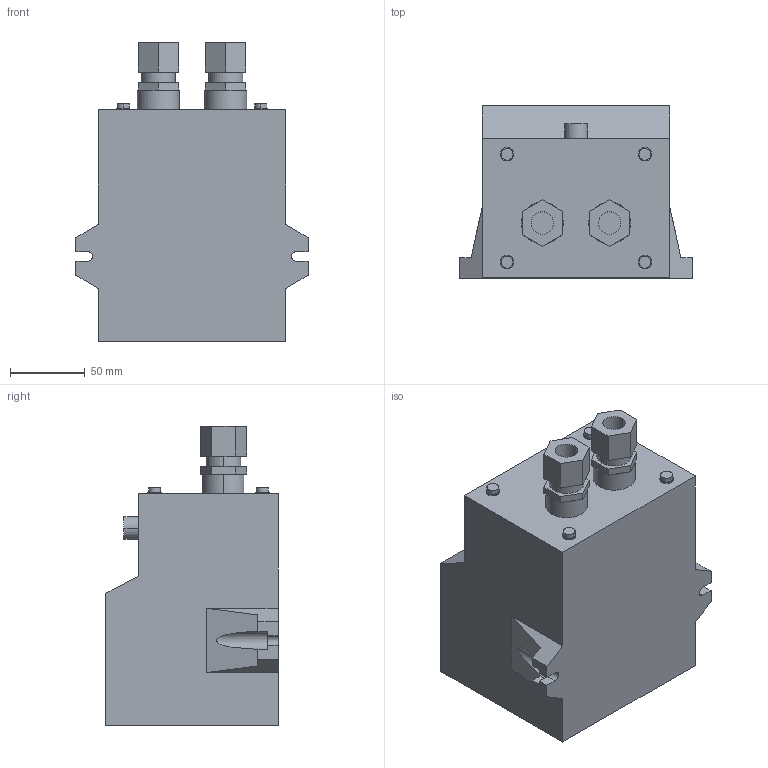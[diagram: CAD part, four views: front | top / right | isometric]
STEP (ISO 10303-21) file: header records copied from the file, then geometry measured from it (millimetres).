
FILE_DESCRIPTION (( 'STEP AP214' ), '1' );
FILE_NAME ('872532.STEP', '2024-08-14T13:37:52', ( '' ), ( '' ), 'SwSTEP 2.0', 'SolidWorks 2022', '' );
FILE_SCHEMA (( 'AUTOMOTIVE_DESIGN' ));
Length unit declared in the file: millimetre
Products named in the file (1): 872532
Bounding box: 155 x 115 x 200 mm (x, y, z)
Volume: 2090304.1 mm3; surface area: 134077.8 mm2
Topology: 1 solids, 2 shells, 160 faces, 380 edges, 244 vertices
Faces by surface type: plane 118, cylinder 42
Entity records: 4634 total; most frequent: DIRECTION 806, CARTESIAN_POINT 791, ORIENTED_EDGE 760, EDGE_CURVE 380, LINE 272, VECTOR 272, AXIS2_PLACEMENT_3D 267, VERTEX_POINT 244
